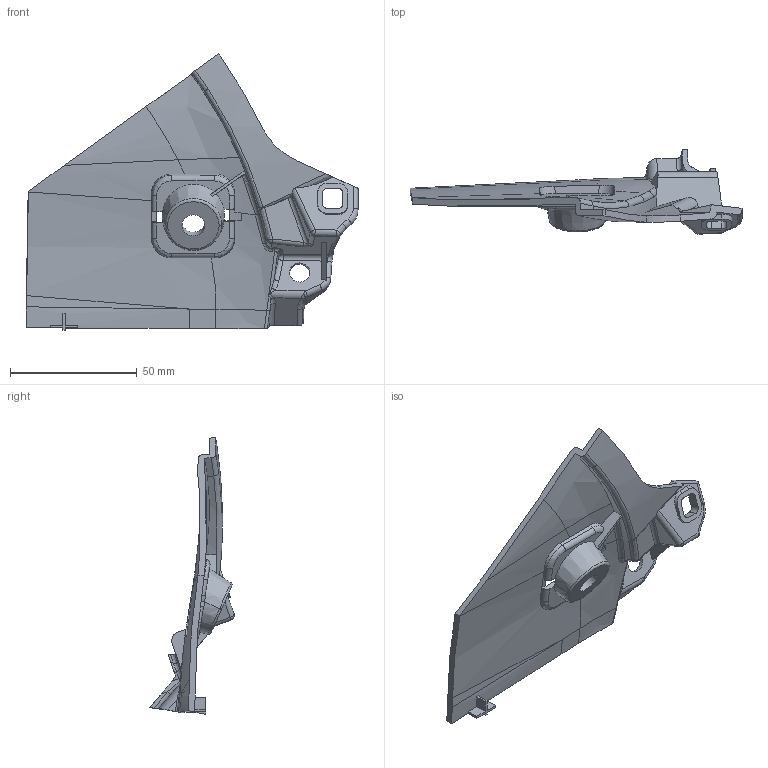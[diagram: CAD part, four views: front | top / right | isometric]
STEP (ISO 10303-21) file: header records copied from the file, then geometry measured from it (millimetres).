
FILE_DESCRIPTION( ('This file contains a STEP AP42 implementation' ,'as created by ZW3D STEP Interface translator.') ,'2;1' );
FILE_NAME( 'boss004.stp' ,'241024.1525 0', (''), ('ZWCAD Software Co.'), 'Version 1.0', 'ZW3D to STEP translator', '' );
FILE_SCHEMA(('AUTOMOTIVE_DESIGN { 1 0 10303 214 1 1 1 1 }'));
Length unit declared in the file: millimetre
Products named in the file (2): 0; boss004
Bounding box: 131.05 x 33.37 x 109.17 mm (x, y, z)
Volume: 27553.6 mm3; surface area: 23855.6 mm2
Topology: 1 solids, 1 shells, 236 faces, 639 edges, 401 vertices
Faces by surface type: bspline 117, plane 58, cylinder 51, sphere 4, cone 4, torus 2
Entity records: 14126 total; most frequent: CARTESIAN_POINT 9141, ORIENTED_EDGE 1276, EDGE_CURVE 638, DIRECTION 465, B_SPLINE_CURVE_WITH_KNOTS 442, VERTEX_POINT 401, EDGE_LOOP 243, FACE_OUTER_BOUND 236
